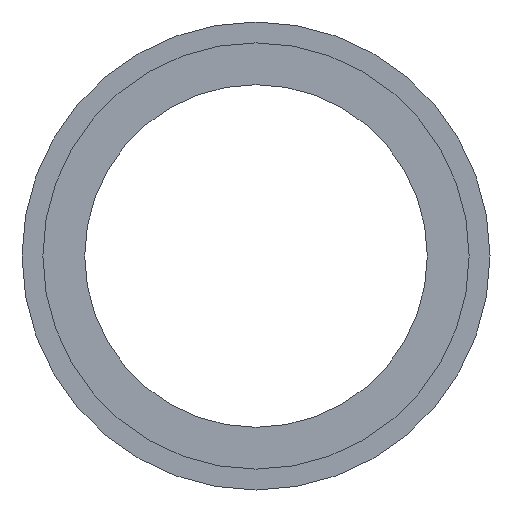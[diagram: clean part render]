
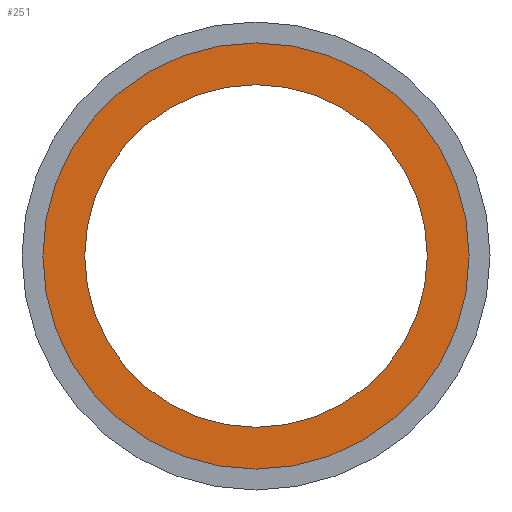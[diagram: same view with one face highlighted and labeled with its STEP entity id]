
A CAD part, front view. The second image highlights one B-rep face of the part: STEP entity #251.
In plain terms, the highlighted planar face has unit normal (0, -1, 0).
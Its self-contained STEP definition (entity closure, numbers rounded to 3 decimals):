
#18 = EDGE_CURVE ( 'NONE', #392, #278, #255, .T. ) ;
#20 = AXIS2_PLACEMENT_3D ( 'NONE', #369, #177, #402 ) ;
#21 = AXIS2_PLACEMENT_3D ( 'NONE', #384, #192, #412 ) ;
#37 = AXIS2_PLACEMENT_3D ( 'NONE', #307, #73, #206 ) ;
#41 = PLANE ( 'NONE',  #347 ) ;
#51 = ORIENTED_EDGE ( 'NONE', *, *, #18, .F. ) ;
#72 = ORIENTED_EDGE ( 'NONE', *, *, #146, .T. ) ;
#73 = DIRECTION ( 'NONE',  ( 0., 1., 0. ) ) ;
#74 = CIRCLE ( 'NONE', #20, 20.5 ) ;
#91 = FACE_BOUND ( 'NONE', #98, .T. ) ;
#98 = EDGE_LOOP ( 'NONE', ( #72, #318 ) ) ;
#123 = DIRECTION ( 'NONE',  ( 0., 1., 0. ) ) ;
#124 = ORIENTED_EDGE ( 'NONE', *, *, #258, .F. ) ;
#146 = EDGE_CURVE ( 'NONE', #344, #220, #197, .T. ) ;
#148 = DIRECTION ( 'NONE',  ( 0., 1., 0. ) ) ;
#177 = DIRECTION ( 'NONE',  ( 0., 1., 0. ) ) ;
#187 = DIRECTION ( 'NONE',  ( 0., 0., 1. ) ) ;
#192 = DIRECTION ( 'NONE',  ( 0., 1., 0. ) ) ;
#197 = CIRCLE ( 'NONE', #21, 20.5 ) ;
#206 = DIRECTION ( 'NONE',  ( 0., 0., 1. ) ) ;
#213 = CARTESIAN_POINT ( 'NONE',  ( 0., 5.5, 20.5 ) ) ;
#220 = VERTEX_POINT ( 'NONE', #350 ) ;
#223 = CARTESIAN_POINT ( 'NONE',  ( 26.1, 5.5, 0. ) ) ;
#251 = ADVANCED_FACE ( 'NONE', ( #341, #91 ), #41, .F. ) ;
#255 = CIRCLE ( 'NONE', #340, 26.1 ) ;
#258 = EDGE_CURVE ( 'NONE', #278, #392, #385, .T. ) ;
#272 = EDGE_LOOP ( 'NONE', ( #124, #51 ) ) ;
#278 = VERTEX_POINT ( 'NONE', #364 ) ;
#307 = CARTESIAN_POINT ( 'NONE',  ( 0., 5.5, 0. ) ) ;
#309 = CARTESIAN_POINT ( 'NONE',  ( 0., 5.5, -26.1 ) ) ;
#318 = ORIENTED_EDGE ( 'NONE', *, *, #351, .T. ) ;
#331 = CARTESIAN_POINT ( 'NONE',  ( 0., 5.5, 0. ) ) ;
#340 = AXIS2_PLACEMENT_3D ( 'NONE', #331, #123, #358 ) ;
#341 = FACE_OUTER_BOUND ( 'NONE', #272, .T. ) ;
#344 = VERTEX_POINT ( 'NONE', #213 ) ;
#347 = AXIS2_PLACEMENT_3D ( 'NONE', #223, #148, #187 ) ;
#350 = CARTESIAN_POINT ( 'NONE',  ( 0., 5.5, -20.5 ) ) ;
#351 = EDGE_CURVE ( 'NONE', #220, #344, #74, .T. ) ;
#358 = DIRECTION ( 'NONE',  ( 0., 0., 1. ) ) ;
#364 = CARTESIAN_POINT ( 'NONE',  ( 0., 5.5, 26.1 ) ) ;
#369 = CARTESIAN_POINT ( 'NONE',  ( 0., 5.5, 0. ) ) ;
#384 = CARTESIAN_POINT ( 'NONE',  ( 0., 5.5, 0. ) ) ;
#385 = CIRCLE ( 'NONE', #37, 26.1 ) ;
#392 = VERTEX_POINT ( 'NONE', #309 ) ;
#402 = DIRECTION ( 'NONE',  ( 0., 0., 1. ) ) ;
#412 = DIRECTION ( 'NONE',  ( 0., 0., 1. ) ) ;
